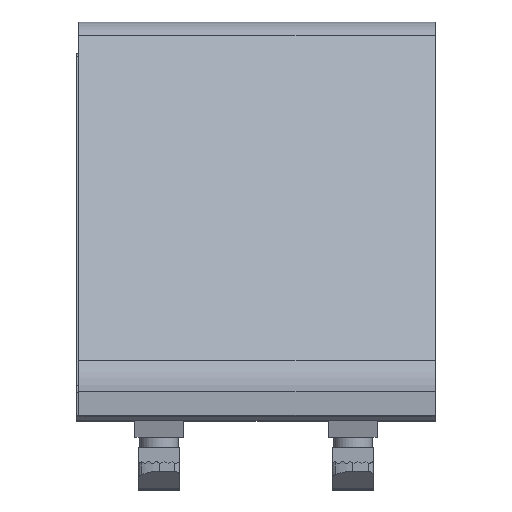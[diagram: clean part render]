
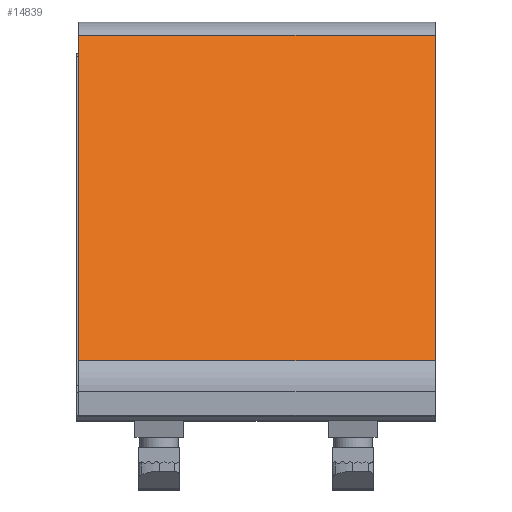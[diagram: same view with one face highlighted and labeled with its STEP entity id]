
A CAD part, top view. The second image highlights one B-rep face of the part: STEP entity #14839.
In plain terms, the highlighted face is planar.
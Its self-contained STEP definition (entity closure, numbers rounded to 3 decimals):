
#1729=FACE_OUTER_BOUND('',#2600,.T.);
#2600=EDGE_LOOP('',(#12954,#12955,#12956,#12957));
#3949=LINE('',#24695,#5486);
#4082=LINE('',#24998,#5619);
#4083=LINE('',#25001,#5620);
#4084=LINE('',#25002,#5621);
#5486=VECTOR('',#20386,1000.);
#5619=VECTOR('',#20635,1000.);
#5620=VECTOR('',#20638,1000.);
#5621=VECTOR('',#20639,1000.);
#6933=VERTEX_POINT('',#24692);
#6934=VERTEX_POINT('',#24694);
#7046=VERTEX_POINT('',#24996);
#7047=VERTEX_POINT('',#25000);
#8918=EDGE_CURVE('',#6933,#6934,#3949,.T.);
#9071=EDGE_CURVE('',#6933,#7046,#4082,.T.);
#9072=EDGE_CURVE('',#7046,#7047,#4083,.T.);
#9073=EDGE_CURVE('',#6934,#7047,#4084,.T.);
#12954=ORIENTED_EDGE('',*,*,#9072,.T.);
#12955=ORIENTED_EDGE('',*,*,#9073,.F.);
#12956=ORIENTED_EDGE('',*,*,#8918,.F.);
#12957=ORIENTED_EDGE('',*,*,#9071,.T.);
#14080=PLANE('',#16669);
#14839=ADVANCED_FACE('',(#1729),#14080,.F.);
#16669=AXIS2_PLACEMENT_3D('',#24999,#20636,#20637);
#20386=DIRECTION('',(-1.,0.,0.));
#20635=DIRECTION('',(0.,0.,-1.));
#20636=DIRECTION('center_axis',(0.,-1.,0.));
#20637=DIRECTION('ref_axis',(0.,0.,-1.));
#20638=DIRECTION('',(-1.,0.,0.));
#20639=DIRECTION('',(0.,0.,-1.));
#24692=CARTESIAN_POINT('',(47.687,0.,36.8));
#24694=CARTESIAN_POINT('',(-47.687,0.,36.8));
#24695=CARTESIAN_POINT('',(47.687,0.,36.8));
#24996=CARTESIAN_POINT('',(47.687,0.,-36.8));
#24998=CARTESIAN_POINT('',(47.687,0.,36.8));
#24999=CARTESIAN_POINT('Origin',(47.687,0.,36.8));
#25000=CARTESIAN_POINT('',(-47.687,0.,-36.8));
#25001=CARTESIAN_POINT('',(47.687,0.,-36.8));
#25002=CARTESIAN_POINT('',(-47.687,0.,36.8));
